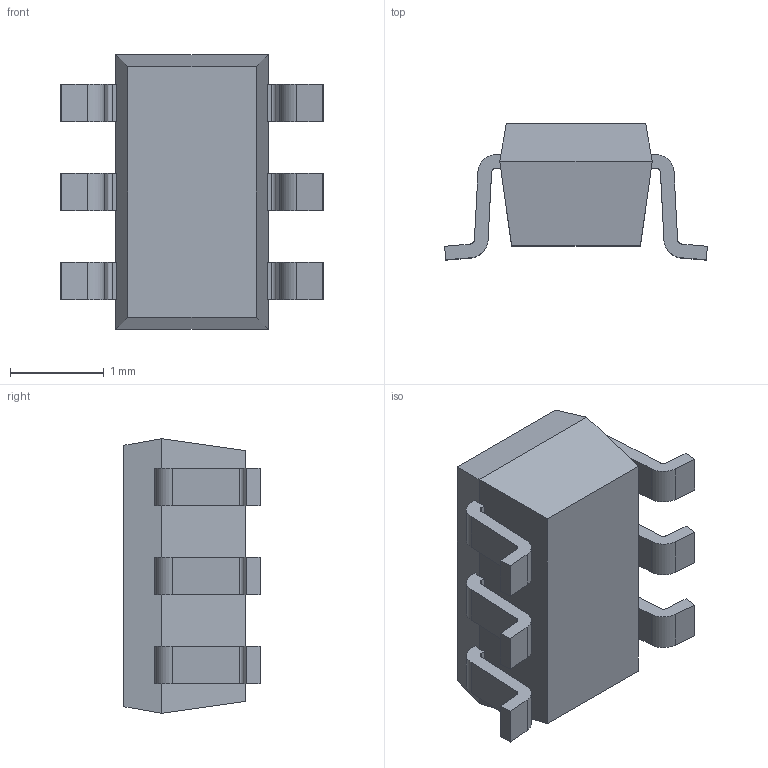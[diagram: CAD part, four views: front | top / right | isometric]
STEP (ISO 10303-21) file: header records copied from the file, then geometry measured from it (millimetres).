
FILE_DESCRIPTION (( 'STEP AP214' ), '1' );
FILE_NAME ('USBLC6-2SC6Y.STEP', '2018-10-03T13:53:57', ( '' ), ( '' ), 'SwSTEP 2.0', 'SolidWorks 2017', '' );
FILE_SCHEMA (( 'AUTOMOTIVE_DESIGN' ));
Length unit declared in the file: millimetre
Products named in the file (1): USBLC6-2SC6Y
Bounding box: 2.8 x 1.45 x 2.92 mm (x, y, z)
Volume: 6 mm3; surface area: 29.1 mm2
Topology: 7 solids, 7 shells, 100 faces, 254 edges, 168 vertices
Faces by surface type: plane 76, cylinder 24
Entity records: 3082 total; most frequent: CARTESIAN_POINT 523, ORIENTED_EDGE 508, DIRECTION 504, EDGE_CURVE 254, VECTOR 206, LINE 206, VERTEX_POINT 168, AXIS2_PLACEMENT_3D 149
